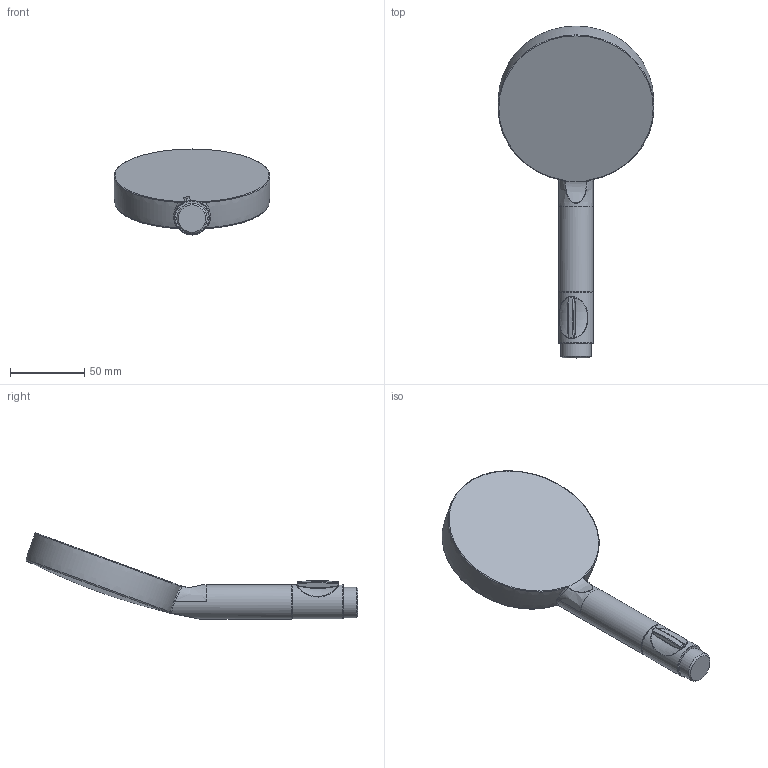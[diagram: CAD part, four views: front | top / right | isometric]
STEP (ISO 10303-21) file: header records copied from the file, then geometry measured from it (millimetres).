
FILE_DESCRIPTION (( 'STEP AP203' ), '1' );
FILE_NAME ('242080+64820100.STEP', '2017-03-09T05:46:45', ( '' ), ( '' ), 'SwSTEP 2.0', 'SolidWorks 2016', '' );
FILE_SCHEMA (( 'CONFIG_CONTROL_DESIGN' ));
Length unit declared in the file: millimetre
Products named in the file (1): 242080+64820100
Bounding box: 105 x 223.58 x 57.94 mm (x, y, z)
Volume: 235610.5 mm3; surface area: 33413.9 mm2
Topology: 2 solids, 2 shells, 67 faces, 148 edges, 86 vertices
Faces by surface type: bspline 38, torus 9, plane 7, cylinder 7, sphere 5, cone 1
Full cylindrical faces by diameter (mm): 20.491 x1, 23.2 x2
Entity records: 5267 total; most frequent: CARTESIAN_POINT 4071, ORIENTED_EDGE 272, DIRECTION 154, EDGE_CURVE 136, B_SPLINE_CURVE_WITH_KNOTS 85, VERTEX_POINT 82, EDGE_LOOP 76, FACE_OUTER_BOUND 73
